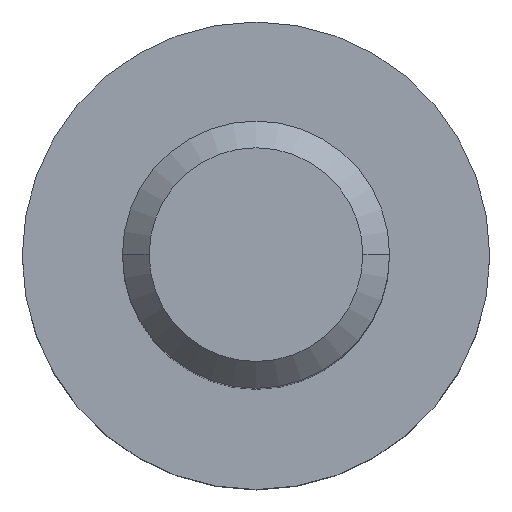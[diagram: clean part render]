
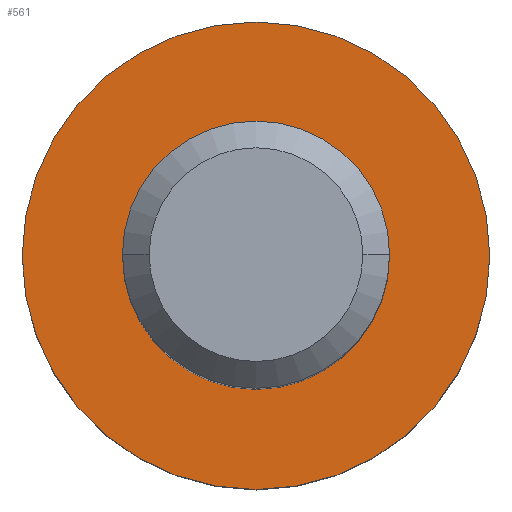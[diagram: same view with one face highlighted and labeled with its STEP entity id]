
A CAD part, top view. The second image highlights one B-rep face of the part: STEP entity #561.
In plain terms, the highlighted planar face has unit normal (0, 0, 1).
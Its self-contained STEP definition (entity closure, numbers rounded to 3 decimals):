
#4 = CARTESIAN_POINT ( 'NONE',  ( -3.5, 0., 0. ) ) ;
#27 = CARTESIAN_POINT ( 'NONE',  ( -2., 0., 0. ) ) ;
#33 = VERTEX_POINT ( 'NONE', #27 ) ;
#38 = EDGE_LOOP ( 'NONE', ( #468, #501 ) ) ;
#61 = CIRCLE ( 'NONE', #127, 3.5 ) ;
#63 = EDGE_CURVE ( 'NONE', #498, #517, #61, .T. ) ;
#77 = DIRECTION ( 'NONE',  ( -1., 0., 0. ) ) ;
#91 = EDGE_LOOP ( 'NONE', ( #521, #528 ) ) ;
#113 = CIRCLE ( 'NONE', #547, 3.5 ) ;
#122 = DIRECTION ( 'NONE',  ( 0., 0., -1. ) ) ;
#127 = AXIS2_PLACEMENT_3D ( 'NONE', #268, #456, #218 ) ;
#141 = DIRECTION ( 'NONE',  ( 1., 0., 0. ) ) ;
#147 = FACE_OUTER_BOUND ( 'NONE', #91, .T. ) ;
#204 = AXIS2_PLACEMENT_3D ( 'NONE', #303, #373, #279 ) ;
#218 = DIRECTION ( 'NONE',  ( -1., 0., 0. ) ) ;
#225 = DIRECTION ( 'NONE',  ( 0., 0., 1. ) ) ;
#268 = CARTESIAN_POINT ( 'NONE',  ( 0., 0., 0. ) ) ;
#279 = DIRECTION ( 'NONE',  ( 1., 0., 0. ) ) ;
#293 = FACE_BOUND ( 'NONE', #38, .T. ) ;
#303 = CARTESIAN_POINT ( 'NONE',  ( 0., 0., 0. ) ) ;
#308 = CIRCLE ( 'NONE', #419, 2. ) ;
#319 = CARTESIAN_POINT ( 'NONE',  ( 3.5, 0., 0. ) ) ;
#335 = EDGE_CURVE ( 'NONE', #33, #516, #558, .T. ) ;
#357 = EDGE_CURVE ( 'NONE', #516, #33, #308, .T. ) ;
#373 = DIRECTION ( 'NONE',  ( 0., 0., 1. ) ) ;
#391 = EDGE_CURVE ( 'NONE', #517, #498, #113, .T. ) ;
#418 = DIRECTION ( 'NONE',  ( -1., 0., 0. ) ) ;
#419 = AXIS2_PLACEMENT_3D ( 'NONE', #565, #225, #141 ) ;
#431 = CARTESIAN_POINT ( 'NONE',  ( 0., 0., 0. ) ) ;
#432 = AXIS2_PLACEMENT_3D ( 'NONE', #536, #467, #418 ) ;
#456 = DIRECTION ( 'NONE',  ( 0., 0., -1. ) ) ;
#467 = DIRECTION ( 'NONE',  ( 0., 0., -1. ) ) ;
#468 = ORIENTED_EDGE ( 'NONE', *, *, #357, .F. ) ;
#471 = PLANE ( 'NONE',  #432 ) ;
#498 = VERTEX_POINT ( 'NONE', #319 ) ;
#501 = ORIENTED_EDGE ( 'NONE', *, *, #335, .F. ) ;
#513 = CARTESIAN_POINT ( 'NONE',  ( 2., 0., 0. ) ) ;
#516 = VERTEX_POINT ( 'NONE', #513 ) ;
#517 = VERTEX_POINT ( 'NONE', #4 ) ;
#521 = ORIENTED_EDGE ( 'NONE', *, *, #391, .F. ) ;
#528 = ORIENTED_EDGE ( 'NONE', *, *, #63, .F. ) ;
#536 = CARTESIAN_POINT ( 'NONE',  ( 0., 0., 0. ) ) ;
#547 = AXIS2_PLACEMENT_3D ( 'NONE', #431, #122, #77 ) ;
#558 = CIRCLE ( 'NONE', #204, 2. ) ;
#561 = ADVANCED_FACE ( 'NONE', ( #293, #147 ), #471, .F. ) ;
#565 = CARTESIAN_POINT ( 'NONE',  ( 0., 0., 0. ) ) ;
